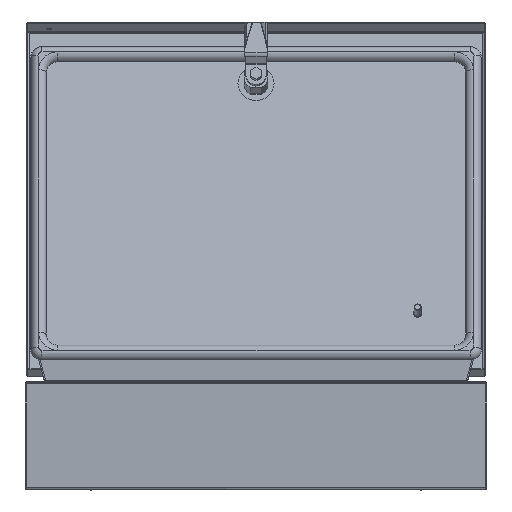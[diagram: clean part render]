
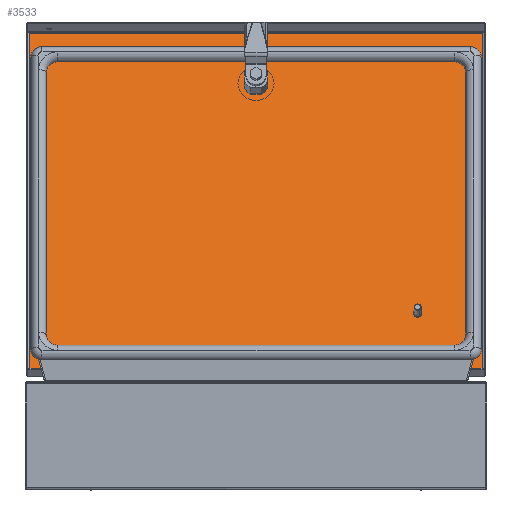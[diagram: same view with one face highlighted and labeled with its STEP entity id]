
A CAD part, left-side view. The second image highlights one B-rep face of the part: STEP entity #3533.
In plain terms, the highlighted face is planar.
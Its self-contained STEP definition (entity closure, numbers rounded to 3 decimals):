
#2 = DIRECTION ( 'NONE',  ( 0., 0., 1. ) ) ;
#408 = CARTESIAN_POINT ( 'NONE',  ( -161.5, -201.5, -1. ) ) ;
#489 = VERTEX_POINT ( 'NONE', #408 ) ;
#556 = EDGE_LOOP ( 'NONE', ( #12875, #12399, #18774, #942 ) ) ;
#942 = ORIENTED_EDGE ( 'NONE', *, *, #6461, .F. ) ;
#1027 = CARTESIAN_POINT ( 'NONE',  ( -103.75, 0., -1. ) ) ;
#1241 = DIRECTION ( 'NONE',  ( -1., 0., 0. ) ) ;
#1284 = CARTESIAN_POINT ( 'NONE',  ( -124.25, 4.637, -1. ) ) ;
#1455 = AXIS2_PLACEMENT_3D ( 'NONE', #5244, #8431, #14902 ) ;
#1554 = VERTEX_POINT ( 'NONE', #10620 ) ;
#1587 = CARTESIAN_POINT ( 'NONE',  ( 103.5, -143.5, -1. ) ) ;
#2449 = EDGE_CURVE ( 'NONE', #9098, #9098, #19743, .T. ) ;
#2613 = CARTESIAN_POINT ( 'NONE',  ( -114., 0., -1. ) ) ;
#2644 = CARTESIAN_POINT ( 'NONE',  ( -103.75, 4.637, -1. ) ) ;
#2685 = LINE ( 'NONE', #9106, #16827 ) ;
#3031 = VERTEX_POINT ( 'NONE', #11610 ) ;
#3336 = LINE ( 'NONE', #14456, #5598 ) ;
#3533 = ADVANCED_FACE ( 'NONE', ( #8015, #14385, #15741 ), #9767, .F. ) ;
#3679 = LINE ( 'NONE', #4920, #19595 ) ;
#3827 = ORIENTED_EDGE ( 'NONE', *, *, #14753, .T. ) ;
#3905 = LINE ( 'NONE', #13352, #7755 ) ;
#4333 = LINE ( 'NONE', #7821, #15468 ) ;
#4767 = CARTESIAN_POINT ( 'NONE',  ( 0., -10.25, -1. ) ) ;
#4920 = CARTESIAN_POINT ( 'NONE',  ( -124.25, 0., -1. ) ) ;
#5244 = CARTESIAN_POINT ( 'NONE',  ( -114., 0., -1. ) ) ;
#5374 = CARTESIAN_POINT ( 'NONE',  ( -103.75, -4.637, -1. ) ) ;
#5574 = DIRECTION ( 'NONE',  ( 1., 0., 0. ) ) ;
#5598 = VECTOR ( 'NONE', #19214, 1000. ) ;
#6010 = DIRECTION ( 'NONE',  ( 0., -1., 0. ) ) ;
#6191 = VERTEX_POINT ( 'NONE', #2644 ) ;
#6410 = DIRECTION ( 'NONE',  ( 1., 0., 0. ) ) ;
#6461 = EDGE_CURVE ( 'NONE', #6696, #3031, #3905, .T. ) ;
#6667 = EDGE_CURVE ( 'NONE', #19524, #20646, #9409, .T. ) ;
#6696 = VERTEX_POINT ( 'NONE', #10717 ) ;
#7158 = CARTESIAN_POINT ( 'NONE',  ( -109.363, -10.25, -1. ) ) ;
#7284 = EDGE_LOOP ( 'NONE', ( #7292 ) ) ;
#7292 = ORIENTED_EDGE ( 'NONE', *, *, #2449, .F. ) ;
#7385 = CARTESIAN_POINT ( 'NONE',  ( -114., 0., -1. ) ) ;
#7516 = ORIENTED_EDGE ( 'NONE', *, *, #9815, .T. ) ;
#7552 = DIRECTION ( 'NONE',  ( 0., 1., 0. ) ) ;
#7755 = VECTOR ( 'NONE', #11873, 1000. ) ;
#7821 = CARTESIAN_POINT ( 'NONE',  ( -161.5, 0., -1. ) ) ;
#7869 = CARTESIAN_POINT ( 'NONE',  ( 161.5, -201.5, -1. ) ) ;
#7940 = DIRECTION ( 'NONE',  ( 1., 0., 0. ) ) ;
#8011 = DIRECTION ( 'NONE',  ( -1., 0., 0. ) ) ;
#8015 = FACE_BOUND ( 'NONE', #7284, .T. ) ;
#8244 = VECTOR ( 'NONE', #11186, 1000. ) ;
#8431 = DIRECTION ( 'NONE',  ( 0., 0., 1. ) ) ;
#8449 = ORIENTED_EDGE ( 'NONE', *, *, #11706, .T. ) ;
#8957 = DIRECTION ( 'NONE',  ( 0., 1., 0. ) ) ;
#9098 = VERTEX_POINT ( 'NONE', #18754 ) ;
#9106 = CARTESIAN_POINT ( 'NONE',  ( 0., 10.25, -1. ) ) ;
#9409 = CIRCLE ( 'NONE', #19838, 11.25 ) ;
#9767 = PLANE ( 'NONE',  #10001 ) ;
#9815 = EDGE_CURVE ( 'NONE', #19140, #14678, #19942, .T. ) ;
#10001 = AXIS2_PLACEMENT_3D ( 'NONE', #14590, #2, #6410 ) ;
#10517 = ORIENTED_EDGE ( 'NONE', *, *, #12297, .T. ) ;
#10620 = CARTESIAN_POINT ( 'NONE',  ( -109.363, 10.25, -1. ) ) ;
#10644 = ORIENTED_EDGE ( 'NONE', *, *, #18560, .T. ) ;
#10717 = CARTESIAN_POINT ( 'NONE',  ( 161.5, 201.5, -1. ) ) ;
#10991 = CARTESIAN_POINT ( 'NONE',  ( -118.637, 10.25, -1. ) ) ;
#11186 = DIRECTION ( 'NONE',  ( 1., 0., 0. ) ) ;
#11267 = CARTESIAN_POINT ( 'NONE',  ( -118.637, -10.25, -1. ) ) ;
#11557 = EDGE_CURVE ( 'NONE', #14678, #6191, #15379, .T. ) ;
#11610 = CARTESIAN_POINT ( 'NONE',  ( -161.5, 201.5, -1. ) ) ;
#11706 = EDGE_CURVE ( 'NONE', #16903, #19140, #17390, .T. ) ;
#11873 = DIRECTION ( 'NONE',  ( -1., 0., 0. ) ) ;
#12297 = EDGE_CURVE ( 'NONE', #6191, #1554, #20266, .T. ) ;
#12399 = ORIENTED_EDGE ( 'NONE', *, *, #19410, .F. ) ;
#12875 = ORIENTED_EDGE ( 'NONE', *, *, #17130, .F. ) ;
#12996 = EDGE_CURVE ( 'NONE', #1554, #19524, #2685, .T. ) ;
#13178 = AXIS2_PLACEMENT_3D ( 'NONE', #2613, #18690, #15407 ) ;
#13253 = VECTOR ( 'NONE', #8957, 1000. ) ;
#13352 = CARTESIAN_POINT ( 'NONE',  ( 2198.5, 201.5, -1. ) ) ;
#13625 = AXIS2_PLACEMENT_3D ( 'NONE', #20449, #17050, #7940 ) ;
#13984 = LINE ( 'NONE', #20209, #13253 ) ;
#14243 = VECTOR ( 'NONE', #7552, 1000. ) ;
#14385 = FACE_BOUND ( 'NONE', #15301, .T. ) ;
#14456 = CARTESIAN_POINT ( 'NONE',  ( 0., -201.5, -1. ) ) ;
#14476 = DIRECTION ( 'NONE',  ( 0., -1., 0. ) ) ;
#14590 = CARTESIAN_POINT ( 'NONE',  ( 0., 0., -1. ) ) ;
#14678 = VERTEX_POINT ( 'NONE', #5374 ) ;
#14753 = EDGE_CURVE ( 'NONE', #20646, #17231, #3679, .T. ) ;
#14902 = DIRECTION ( 'NONE',  ( 1., 0., 0. ) ) ;
#15219 = CARTESIAN_POINT ( 'NONE',  ( -124.25, -4.637, -1. ) ) ;
#15301 = EDGE_LOOP ( 'NONE', ( #19636, #17918, #3827, #10644, #8449, #7516, #16687, #10517 ) ) ;
#15379 = LINE ( 'NONE', #1027, #14243 ) ;
#15407 = DIRECTION ( 'NONE',  ( 1., 0., 0. ) ) ;
#15468 = VECTOR ( 'NONE', #6010, 1000. ) ;
#15539 = VERTEX_POINT ( 'NONE', #7869 ) ;
#15741 = FACE_OUTER_BOUND ( 'NONE', #556, .T. ) ;
#16640 = CIRCLE ( 'NONE', #13625, 11.25 ) ;
#16687 = ORIENTED_EDGE ( 'NONE', *, *, #11557, .T. ) ;
#16827 = VECTOR ( 'NONE', #1241, 1000. ) ;
#16903 = VERTEX_POINT ( 'NONE', #11267 ) ;
#17050 = DIRECTION ( 'NONE',  ( 0., 0., 1. ) ) ;
#17130 = EDGE_CURVE ( 'NONE', #15539, #6696, #13984, .T. ) ;
#17231 = VERTEX_POINT ( 'NONE', #15219 ) ;
#17390 = LINE ( 'NONE', #4767, #8244 ) ;
#17439 = DIRECTION ( 'NONE',  ( 0., 0., -1. ) ) ;
#17918 = ORIENTED_EDGE ( 'NONE', *, *, #6667, .T. ) ;
#18489 = DIRECTION ( 'NONE',  ( 0., 0., 1. ) ) ;
#18560 = EDGE_CURVE ( 'NONE', #17231, #16903, #16640, .T. ) ;
#18690 = DIRECTION ( 'NONE',  ( 0., 0., 1. ) ) ;
#18754 = CARTESIAN_POINT ( 'NONE',  ( 103., -143.5, -1. ) ) ;
#18774 = ORIENTED_EDGE ( 'NONE', *, *, #20023, .F. ) ;
#19140 = VERTEX_POINT ( 'NONE', #7158 ) ;
#19214 = DIRECTION ( 'NONE',  ( 1., 0., 0. ) ) ;
#19410 = EDGE_CURVE ( 'NONE', #489, #15539, #3336, .T. ) ;
#19524 = VERTEX_POINT ( 'NONE', #10991 ) ;
#19595 = VECTOR ( 'NONE', #14476, 1000. ) ;
#19636 = ORIENTED_EDGE ( 'NONE', *, *, #12996, .T. ) ;
#19743 = CIRCLE ( 'NONE', #20736, 0.5 ) ;
#19838 = AXIS2_PLACEMENT_3D ( 'NONE', #7385, #18489, #5574 ) ;
#19942 = CIRCLE ( 'NONE', #1455, 11.25 ) ;
#20023 = EDGE_CURVE ( 'NONE', #3031, #489, #4333, .T. ) ;
#20209 = CARTESIAN_POINT ( 'NONE',  ( 161.5, -2238.5, -1. ) ) ;
#20266 = CIRCLE ( 'NONE', #13178, 11.25 ) ;
#20449 = CARTESIAN_POINT ( 'NONE',  ( -114., 0., -1. ) ) ;
#20646 = VERTEX_POINT ( 'NONE', #1284 ) ;
#20736 = AXIS2_PLACEMENT_3D ( 'NONE', #1587, #17439, #8011 ) ;
